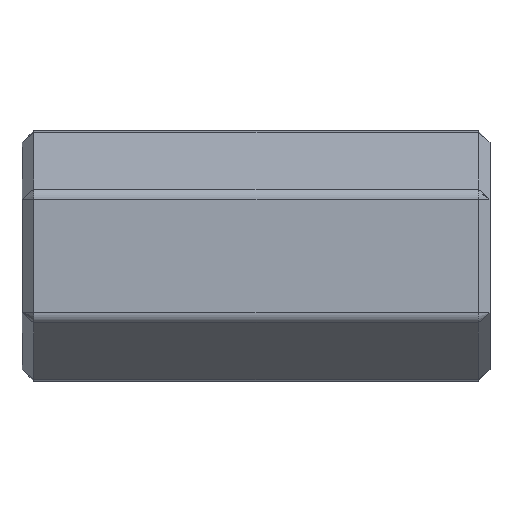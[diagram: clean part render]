
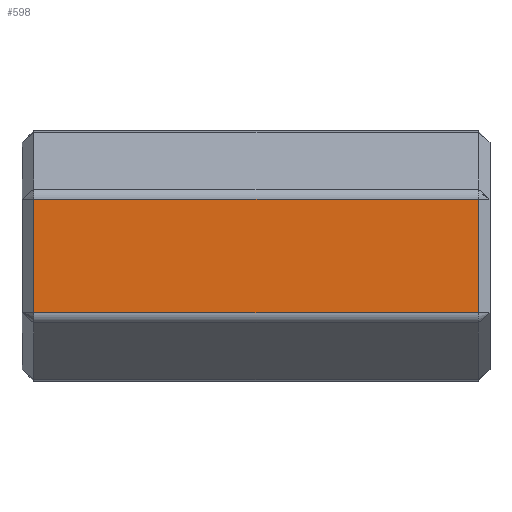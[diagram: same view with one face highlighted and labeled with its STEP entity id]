
A CAD part, left-side view. The second image highlights one B-rep face of the part: STEP entity #598.
In plain terms, the highlighted planar face has unit normal (-1, 0, 0).
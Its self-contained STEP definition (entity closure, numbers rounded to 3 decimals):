
#91=FACE_OUTER_BOUND('',#134,.T.);
#134=EDGE_LOOP('',(#525,#526,#527,#528));
#153=LINE('',#889,#216);
#195=LINE('',#997,#258);
#197=LINE('',#1005,#260);
#198=LINE('',#1007,#261);
#216=VECTOR('',#706,10.);
#258=VECTOR('',#826,10.);
#260=VECTOR('',#840,10.);
#261=VECTOR('',#843,10.);
#274=VERTEX_POINT('',#883);
#276=VERTEX_POINT('',#887);
#302=VERTEX_POINT('',#993);
#303=VERTEX_POINT('',#995);
#321=EDGE_CURVE('',#276,#274,#153,.T.);
#375=EDGE_CURVE('',#303,#302,#195,.T.);
#379=EDGE_CURVE('',#302,#276,#197,.T.);
#380=EDGE_CURVE('',#274,#303,#198,.T.);
#525=ORIENTED_EDGE('',*,*,#321,.F.);
#526=ORIENTED_EDGE('',*,*,#379,.F.);
#527=ORIENTED_EDGE('',*,*,#375,.F.);
#528=ORIENTED_EDGE('',*,*,#380,.F.);
#559=PLANE('',#669);
#598=ADVANCED_FACE('',(#91),#559,.F.);
#669=AXIS2_PLACEMENT_3D('',#1006,#841,#842);
#706=DIRECTION('',(0.,0.,1.));
#826=DIRECTION('',(0.,0.,-1.));
#840=DIRECTION('',(0.,1.,0.));
#841=DIRECTION('center_axis',(1.,0.,0.));
#842=DIRECTION('ref_axis',(0.,0.,1.));
#843=DIRECTION('',(0.,-1.,0.));
#883=CARTESIAN_POINT('',(-2.35,9.75,1.212));
#887=CARTESIAN_POINT('',(-2.35,9.75,-1.212));
#889=CARTESIAN_POINT('',(-2.35,9.75,-0.678));
#993=CARTESIAN_POINT('',(-2.35,0.25,-1.212));
#995=CARTESIAN_POINT('',(-2.35,0.25,1.212));
#997=CARTESIAN_POINT('',(-2.35,0.25,-0.678));
#1005=CARTESIAN_POINT('',(-2.35,6.,-1.212));
#1006=CARTESIAN_POINT('Origin',(-2.35,6.,-1.357));
#1007=CARTESIAN_POINT('',(-2.35,6.,1.212));
